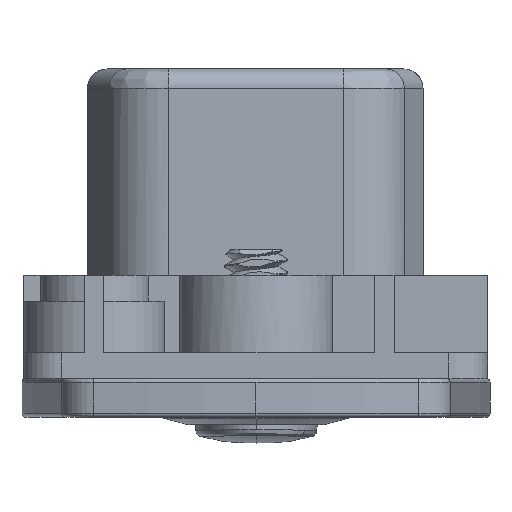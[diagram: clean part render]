
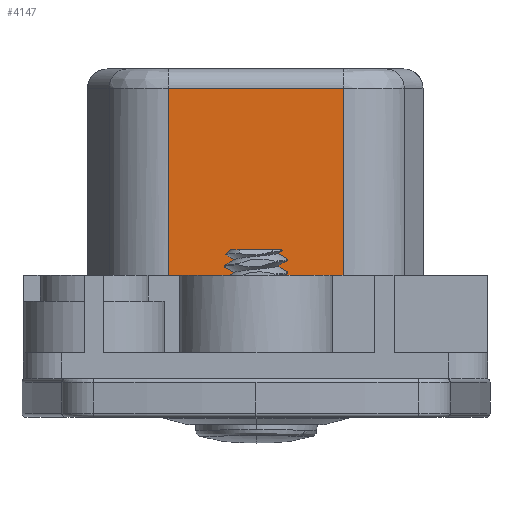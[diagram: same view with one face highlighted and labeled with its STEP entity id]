
A CAD part, left-side view. The second image highlights one B-rep face of the part: STEP entity #4147.
In plain terms, the highlighted planar face has unit normal (-1, 0, 0).
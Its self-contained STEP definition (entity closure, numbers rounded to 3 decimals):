
#248 = VECTOR ( 'NONE', #3021, 1000. ) ;
#340 = DIRECTION ( 'NONE',  ( 0., 1., 0. ) ) ;
#1715 = CARTESIAN_POINT ( 'NONE',  ( -39.222, 8.963, 5. ) ) ;
#2029 = CARTESIAN_POINT ( 'NONE',  ( -39.222, 2.014, 5. ) ) ;
#3021 = DIRECTION ( 'NONE',  ( 0., 0., -1. ) ) ;
#3492 = LINE ( 'NONE', #22996, #10559 ) ;
#3819 = LINE ( 'NONE', #15277, #20823 ) ;
#4020 = EDGE_CURVE ( 'NONE', #25915, #13233, #31711, .T. ) ;
#4057 = CARTESIAN_POINT ( 'NONE',  ( -39.222, 9.555, 25. ) ) ;
#4147 = ADVANCED_FACE ( 'NONE', ( #13857 ), #17268, .F. ) ;
#5049 = ORIENTED_EDGE ( 'NONE', *, *, #21236, .F. ) ;
#5145 = LINE ( 'NONE', #9107, #20251 ) ;
#5794 = VECTOR ( 'NONE', #13318, 1000. ) ;
#7068 = DIRECTION ( 'NONE',  ( 0., 0., 1. ) ) ;
#7216 = EDGE_CURVE ( 'NONE', #21105, #35802, #3819, .T. ) ;
#7480 = VECTOR ( 'NONE', #33832, 1000. ) ;
#7595 = CARTESIAN_POINT ( 'NONE',  ( -39.222, -4.028, 5. ) ) ;
#7742 = DIRECTION ( 'NONE',  ( 0., 0., 1. ) ) ;
#9107 = CARTESIAN_POINT ( 'NONE',  ( -39.222, -4.028, 5. ) ) ;
#9549 = ORIENTED_EDGE ( 'NONE', *, *, #33898, .F. ) ;
#9668 = CARTESIAN_POINT ( 'NONE',  ( -39.222, 9.555, 11. ) ) ;
#9685 = VERTEX_POINT ( 'NONE', #9668 ) ;
#10465 = ORIENTED_EDGE ( 'NONE', *, *, #11160, .F. ) ;
#10546 = DIRECTION ( 'NONE',  ( 0., -1., 0. ) ) ;
#10559 = VECTOR ( 'NONE', #14079, 1000. ) ;
#11160 = EDGE_CURVE ( 'NONE', #31089, #25766, #5145, .T. ) ;
#11477 = CARTESIAN_POINT ( 'NONE',  ( -39.222, 3.514, 5. ) ) ;
#12884 = CARTESIAN_POINT ( 'NONE',  ( -39.222, 8.963, 11. ) ) ;
#13233 = VERTEX_POINT ( 'NONE', #33330 ) ;
#13318 = DIRECTION ( 'NONE',  ( 0., 0., -1. ) ) ;
#13576 = CARTESIAN_POINT ( 'NONE',  ( -39.222, 3.514, -0.501 ) ) ;
#13731 = ORIENTED_EDGE ( 'NONE', *, *, #32683, .F. ) ;
#13857 = FACE_OUTER_BOUND ( 'NONE', #19671, .T. ) ;
#14079 = DIRECTION ( 'NONE',  ( 0., 1., 0. ) ) ;
#15176 = LINE ( 'NONE', #25786, #24130 ) ;
#15277 = CARTESIAN_POINT ( 'NONE',  ( -39.222, -4.028, 5. ) ) ;
#16449 = LINE ( 'NONE', #21881, #7480 ) ;
#16798 = AXIS2_PLACEMENT_3D ( 'NONE', #20171, #38254, #20301 ) ;
#17268 = PLANE ( 'NONE',  #16798 ) ;
#18082 = DIRECTION ( 'NONE',  ( 0., 1., 0. ) ) ;
#18283 = LINE ( 'NONE', #24422, #33319 ) ;
#19671 = EDGE_LOOP ( 'NONE', ( #33929, #28735, #36169, #5049, #9549, #10465, #13731, #29910, #25099, #20034 ) ) ;
#20034 = ORIENTED_EDGE ( 'NONE', *, *, #7216, .F. ) ;
#20171 = CARTESIAN_POINT ( 'NONE',  ( -39.222, -4.028, 25. ) ) ;
#20251 = VECTOR ( 'NONE', #18082, 1000. ) ;
#20301 = DIRECTION ( 'NONE',  ( 0., 1., 0. ) ) ;
#20823 = VECTOR ( 'NONE', #33282, 1000. ) ;
#21105 = VERTEX_POINT ( 'NONE', #7595 ) ;
#21236 = EDGE_CURVE ( 'NONE', #22742, #9685, #3492, .T. ) ;
#21881 = CARTESIAN_POINT ( 'NONE',  ( -39.222, 2.014, -0.501 ) ) ;
#22511 = CARTESIAN_POINT ( 'NONE',  ( -39.222, -4.028, 25.5 ) ) ;
#22698 = VECTOR ( 'NONE', #7068, 1000. ) ;
#22742 = VERTEX_POINT ( 'NONE', #12884 ) ;
#22990 = CARTESIAN_POINT ( 'NONE',  ( -39.222, 9.555, 25.5 ) ) ;
#22996 = CARTESIAN_POINT ( 'NONE',  ( -39.222, -4.028, 11. ) ) ;
#23744 = VECTOR ( 'NONE', #10546, 1000. ) ;
#24092 = CARTESIAN_POINT ( 'NONE',  ( -39.222, -4.028, 25. ) ) ;
#24130 = VECTOR ( 'NONE', #7742, 1000. ) ;
#24272 = LINE ( 'NONE', #24092, #248 ) ;
#24422 = CARTESIAN_POINT ( 'NONE',  ( -39.222, -4.028, 11. ) ) ;
#25099 = ORIENTED_EDGE ( 'NONE', *, *, #27212, .F. ) ;
#25766 = VERTEX_POINT ( 'NONE', #1715 ) ;
#25786 = CARTESIAN_POINT ( 'NONE',  ( -39.222, 8.963, -4.863 ) ) ;
#25915 = VERTEX_POINT ( 'NONE', #22990 ) ;
#27212 = EDGE_CURVE ( 'NONE', #35802, #35768, #16449, .T. ) ;
#28735 = ORIENTED_EDGE ( 'NONE', *, *, #4020, .F. ) ;
#28854 = LINE ( 'NONE', #13576, #5794 ) ;
#28892 = CARTESIAN_POINT ( 'NONE',  ( -39.222, 2.014, 11. ) ) ;
#29910 = ORIENTED_EDGE ( 'NONE', *, *, #38895, .F. ) ;
#29979 = EDGE_CURVE ( 'NONE', #13233, #21105, #24272, .T. ) ;
#31089 = VERTEX_POINT ( 'NONE', #11477 ) ;
#31711 = LINE ( 'NONE', #22511, #23744 ) ;
#32683 = EDGE_CURVE ( 'NONE', #35086, #31089, #28854, .T. ) ;
#32905 = CARTESIAN_POINT ( 'NONE',  ( -39.222, 3.514, 11. ) ) ;
#33282 = DIRECTION ( 'NONE',  ( 0., 1., 0. ) ) ;
#33319 = VECTOR ( 'NONE', #340, 1000. ) ;
#33330 = CARTESIAN_POINT ( 'NONE',  ( -39.222, -4.028, 25.5 ) ) ;
#33480 = EDGE_CURVE ( 'NONE', #9685, #25915, #38689, .T. ) ;
#33832 = DIRECTION ( 'NONE',  ( 0., 0., 1. ) ) ;
#33898 = EDGE_CURVE ( 'NONE', #25766, #22742, #15176, .T. ) ;
#33929 = ORIENTED_EDGE ( 'NONE', *, *, #29979, .F. ) ;
#35086 = VERTEX_POINT ( 'NONE', #32905 ) ;
#35768 = VERTEX_POINT ( 'NONE', #28892 ) ;
#35802 = VERTEX_POINT ( 'NONE', #2029 ) ;
#36169 = ORIENTED_EDGE ( 'NONE', *, *, #33480, .F. ) ;
#38254 = DIRECTION ( 'NONE',  ( 1., 0., 0. ) ) ;
#38689 = LINE ( 'NONE', #4057, #22698 ) ;
#38895 = EDGE_CURVE ( 'NONE', #35768, #35086, #18283, .T. ) ;
